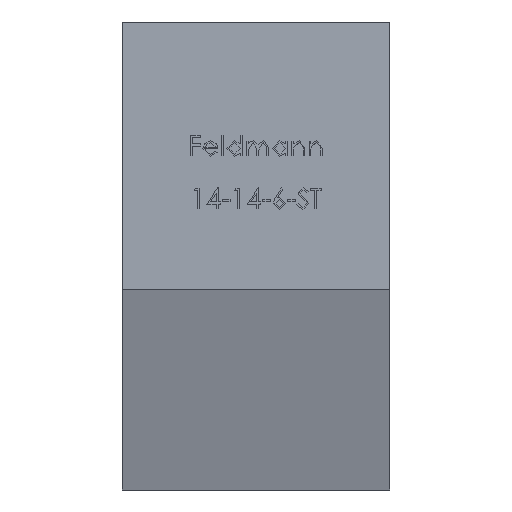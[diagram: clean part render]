
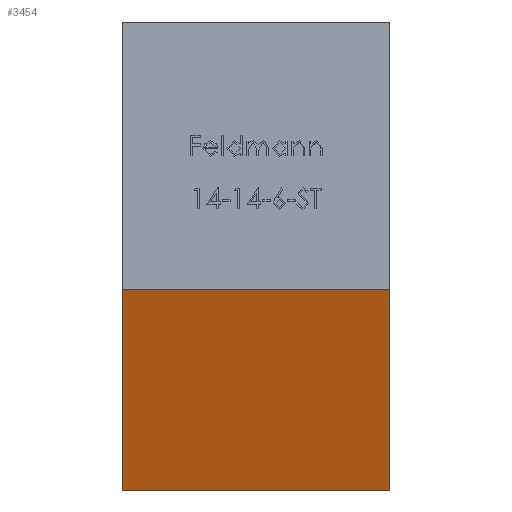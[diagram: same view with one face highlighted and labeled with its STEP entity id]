
A CAD part, top view. The second image highlights one B-rep face of the part: STEP entity #3454.
In plain terms, the highlighted planar face has unit normal (0, -1, 0).
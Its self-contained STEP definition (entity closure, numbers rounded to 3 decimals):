
#153 = ORIENTED_EDGE ( 'NONE', *, *, #6270, .T. ) ;
#287 = DIRECTION ( 'NONE',  ( 0., 0., -1. ) ) ;
#348 = CARTESIAN_POINT ( 'NONE',  ( -7., -7., 0. ) ) ;
#405 = CARTESIAN_POINT ( 'NONE',  ( -7., -7., -6000. ) ) ;
#612 = LINE ( 'NONE', #348, #1834 ) ;
#1057 = VERTEX_POINT ( 'NONE', #9705 ) ;
#1085 = VECTOR ( 'NONE', #5133, 1000. ) ;
#1834 = VECTOR ( 'NONE', #5907, 1000. ) ;
#1921 = ORIENTED_EDGE ( 'NONE', *, *, #4345, .F. ) ;
#2159 = CARTESIAN_POINT ( 'NONE',  ( 7., -7., -6000. ) ) ;
#2708 = VECTOR ( 'NONE', #2793, 1000. ) ;
#2793 = DIRECTION ( 'NONE',  ( 0., 0., 1. ) ) ;
#2922 = ORIENTED_EDGE ( 'NONE', *, *, #7683, .T. ) ;
#3100 = DIRECTION ( 'NONE',  ( 1., 0., 0. ) ) ;
#3454 = ADVANCED_FACE ( 'NONE', ( #6433 ), #5058, .T. ) ;
#4345 = EDGE_CURVE ( 'NONE', #6008, #6849, #8132, .T. ) ;
#4898 = CARTESIAN_POINT ( 'NONE',  ( 7., -7., 0. ) ) ;
#5058 = PLANE ( 'NONE',  #5690 ) ;
#5122 = VERTEX_POINT ( 'NONE', #4898 ) ;
#5133 = DIRECTION ( 'NONE',  ( 0., 0., 1. ) ) ;
#5690 = AXIS2_PLACEMENT_3D ( 'NONE', #8333, #7458, #287 ) ;
#5907 = DIRECTION ( 'NONE',  ( 1., 0., 0. ) ) ;
#6008 = VERTEX_POINT ( 'NONE', #9437 ) ;
#6270 = EDGE_CURVE ( 'NONE', #1057, #5122, #8149, .T. ) ;
#6345 = CARTESIAN_POINT ( 'NONE',  ( -7., -7., 0. ) ) ;
#6433 = FACE_OUTER_BOUND ( 'NONE', #7725, .T. ) ;
#6619 = EDGE_CURVE ( 'NONE', #6849, #5122, #612, .T. ) ;
#6849 = VERTEX_POINT ( 'NONE', #6345 ) ;
#6891 = LINE ( 'NONE', #7087, #8265 ) ;
#7087 = CARTESIAN_POINT ( 'NONE',  ( -7., -7., -6000. ) ) ;
#7458 = DIRECTION ( 'NONE',  ( 0., -1., 0. ) ) ;
#7636 = ORIENTED_EDGE ( 'NONE', *, *, #6619, .F. ) ;
#7683 = EDGE_CURVE ( 'NONE', #6008, #1057, #6891, .T. ) ;
#7725 = EDGE_LOOP ( 'NONE', ( #7636, #1921, #2922, #153 ) ) ;
#8132 = LINE ( 'NONE', #405, #1085 ) ;
#8149 = LINE ( 'NONE', #2159, #2708 ) ;
#8265 = VECTOR ( 'NONE', #3100, 1000. ) ;
#8333 = CARTESIAN_POINT ( 'NONE',  ( -7., -7., -6000. ) ) ;
#9437 = CARTESIAN_POINT ( 'NONE',  ( -7., -7., -6000. ) ) ;
#9705 = CARTESIAN_POINT ( 'NONE',  ( 7., -7., -6000. ) ) ;
